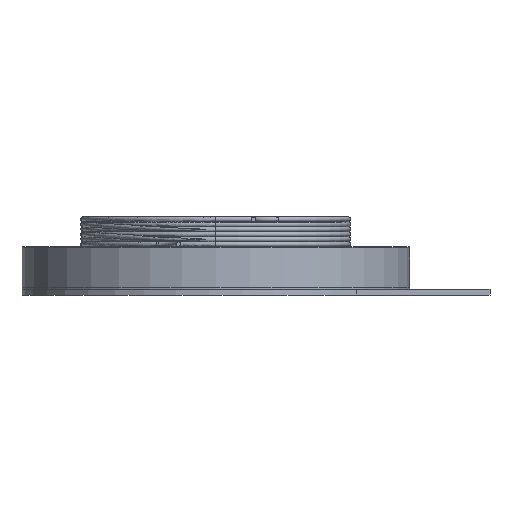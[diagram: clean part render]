
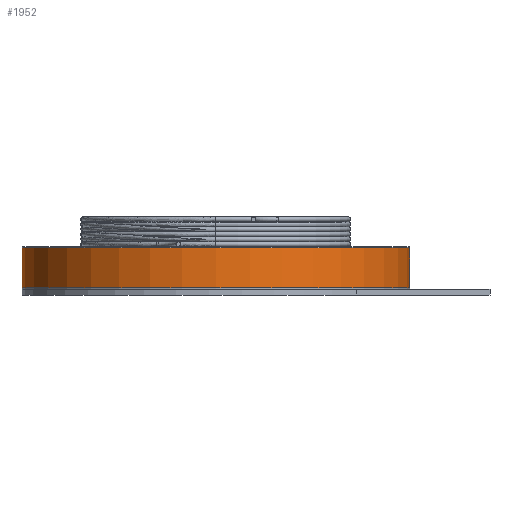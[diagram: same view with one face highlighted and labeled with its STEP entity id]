
A CAD part, front view. The second image highlights one B-rep face of the part: STEP entity #1952.
In plain terms, the highlighted cylindrical face has radius 5.15 mm (diameter 10.3 mm), a full revolution.
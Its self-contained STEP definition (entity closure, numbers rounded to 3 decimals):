
#323=CIRCLE('',#2955,5.15);
#324=CIRCLE('',#2956,5.15);
#335=CYLINDRICAL_SURFACE('',#2954,5.15);
#593=ORIENTED_EDGE('',*,*,#851,.T.);
#594=ORIENTED_EDGE('',*,*,#852,.F.);
#851=EDGE_CURVE('',#1088,#1088,#323,.T.);
#852=EDGE_CURVE('',#1089,#1089,#324,.T.);
#1088=VERTEX_POINT('',#7547);
#1089=VERTEX_POINT('',#7549);
#1445=EDGE_LOOP('',(#593));
#1446=EDGE_LOOP('',(#594));
#1770=FACE_BOUND('',#1445,.T.);
#1771=FACE_BOUND('',#1446,.T.);
#1952=ADVANCED_FACE('',(#1770,#1771),#335,.T.);
#2954=AXIS2_PLACEMENT_3D('',#7545,#3346,#3347);
#2955=AXIS2_PLACEMENT_3D('',#7546,#3348,#3349);
#2956=AXIS2_PLACEMENT_3D('',#7548,#3350,#3351);
#3346=DIRECTION('',(0.,0.,-1.));
#3347=DIRECTION('',(1.,0.,0.));
#3348=DIRECTION('',(0.,0.,-1.));
#3349=DIRECTION('',(1.,0.,0.));
#3350=DIRECTION('',(0.,0.,-1.));
#3351=DIRECTION('',(1.,0.,0.));
#7545=CARTESIAN_POINT('',(0.,0.,-1.09));
#7546=CARTESIAN_POINT('',(0.,0.,-0.03));
#7547=CARTESIAN_POINT('',(5.15,0.,-0.03));
#7548=CARTESIAN_POINT('',(0.,0.,-1.09));
#7549=CARTESIAN_POINT('',(5.15,0.,-1.09));
